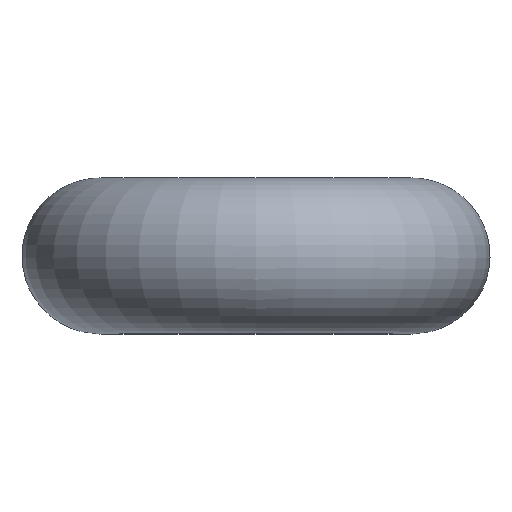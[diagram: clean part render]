
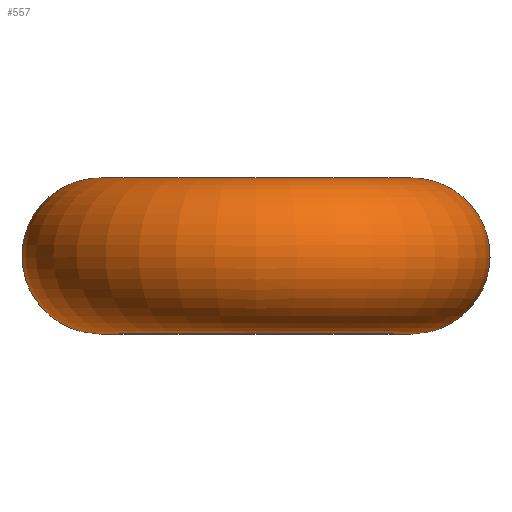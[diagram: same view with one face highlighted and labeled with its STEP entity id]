
A CAD part, top view. The second image highlights one B-rep face of the part: STEP entity #557.
In plain terms, the highlighted toroidal (fillet/blend) face has major radius 5 mm and minor radius 2.5 mm.
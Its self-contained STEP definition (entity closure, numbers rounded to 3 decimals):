
#433=CARTESIAN_POINT('',(4.255,0.466,-6.149));
#434=VERTEX_POINT('',#433);
#463=CARTESIAN_POINT('',(4.254,0.466,-6.15));
#464=CARTESIAN_POINT('',(4.378,0.488,-6.068));
#465=CARTESIAN_POINT('',(4.628,0.469,-5.88));
#466=CARTESIAN_POINT('',(4.91,0.254,-5.601));
#467=CARTESIAN_POINT('',(5.004,-0.094,-5.378));
#468=CARTESIAN_POINT('',(4.849,-0.582,-5.204));
#469=CARTESIAN_POINT('',(4.413,-0.952,-5.183));
#470=CARTESIAN_POINT('',(3.86,-1.144,-5.325));
#471=CARTESIAN_POINT('',(3.525,-1.139,-5.558));
#472=CARTESIAN_POINT('',(3.369,-1.036,-5.791));
#473=CARTESIAN_POINT('',(3.279,-0.888,-6.014));
#474=CARTESIAN_POINT('',(3.262,-0.548,-6.347));
#475=CARTESIAN_POINT('',(3.522,0.082,-6.55));
#476=CARTESIAN_POINT('',(4.006,0.423,-6.314));
#477=CARTESIAN_POINT('',(4.254,0.466,-6.15));
#478=B_SPLINE_CURVE_WITH_KNOTS('',3,(#463,#464,#465,#466,#467,#468,#469,#470,#471,#472,#473,#474,#475,#476,#477),.UNSPECIFIED.,.T.,.U.,(4,1,1,1,1,1,1,1,1,1,1,1,4),(0.0,0.021,0.041,0.062,0.083,0.124,0.145,0.166,0.176,0.187,0.207,0.249,0.29),.UNSPECIFIED.);
#479=EDGE_CURVE('',#434,#434,#478,.T.);
#504=CARTESIAN_POINT('',(0.,0.8,0.));
#505=DIRECTION('',(0.,-1.0,0.));
#506=DIRECTION('',(0.0,0.0,1.0));
#507=AXIS2_PLACEMENT_3D('',#504,#505,#506);
#508=TOROIDAL_SURFACE('',#507,5.0,2.5);
#509=CARTESIAN_POINT('',(0.,3.3,5.0));
#510=VERTEX_POINT('',#509);
#511=CARTESIAN_POINT('',(0.,3.3,0.));
#512=DIRECTION('',(0.0,-1.0,0.0));
#513=DIRECTION('',(0.0,0.0,-1.0));
#514=AXIS2_PLACEMENT_3D('',#511,#512,#513);
#515=CIRCLE('',#514,5.0);
#516=EDGE_CURVE('',#510,#510,#515,.T.);
#517=ORIENTED_EDGE('',*,*,#516,.T.);
#518=EDGE_LOOP('',(#517));
#519=FACE_OUTER_BOUND('',#518,.T.);
#520=CARTESIAN_POINT('',(0.,-1.7,5.0));
#521=VERTEX_POINT('',#520);
#522=CARTESIAN_POINT('',(0.,-1.7,0.));
#523=DIRECTION('',(0.0,1.0,0.0));
#524=DIRECTION('',(0.0,0.0,-1.0));
#525=AXIS2_PLACEMENT_3D('',#522,#523,#524);
#526=CIRCLE('',#525,5.0);
#527=EDGE_CURVE('',#521,#521,#526,.T.);
#528=ORIENTED_EDGE('',*,*,#527,.T.);
#529=EDGE_LOOP('',(#528));
#530=FACE_BOUND('',#529,.T.);
#531=CARTESIAN_POINT('',(-4.255,1.134,-6.149));
#532=VERTEX_POINT('',#531);
#533=CARTESIAN_POINT('',(-4.254,1.133,-6.15));
#534=CARTESIAN_POINT('',(-4.378,1.111,-6.068));
#535=CARTESIAN_POINT('',(-4.628,1.131,-5.88));
#536=CARTESIAN_POINT('',(-4.91,1.345,-5.6));
#537=CARTESIAN_POINT('',(-5.004,1.694,-5.378));
#538=CARTESIAN_POINT('',(-4.89,2.059,-5.246));
#539=CARTESIAN_POINT('',(-4.628,2.369,-5.195));
#540=CARTESIAN_POINT('',(-4.275,2.601,-5.217));
#541=CARTESIAN_POINT('',(-3.929,2.72,-5.31));
#542=CARTESIAN_POINT('',(-3.658,2.744,-5.463));
#543=CARTESIAN_POINT('',(-3.429,2.703,-5.672));
#544=CARTESIAN_POINT('',(-3.282,2.537,-5.968));
#545=CARTESIAN_POINT('',(-3.263,2.151,-6.347));
#546=CARTESIAN_POINT('',(-3.524,1.516,-6.548));
#547=CARTESIAN_POINT('',(-4.006,1.176,-6.314));
#548=CARTESIAN_POINT('',(-4.254,1.133,-6.15));
#549=B_SPLINE_CURVE_WITH_KNOTS('',3,(#533,#534,#535,#536,#537,#538,#539,#540,#541,#542,#543,#544,#545,#546,#547,#548),.UNSPECIFIED.,.T.,.U.,(4,1,1,1,1,1,1,1,1,1,1,1,1,4),(0.0,0.021,0.041,0.062,0.083,0.104,0.124,0.145,0.156,0.166,0.187,0.207,0.249,0.29),.UNSPECIFIED.);
#550=EDGE_CURVE('',#532,#532,#549,.T.);
#551=ORIENTED_EDGE('',*,*,#550,.F.);
#552=EDGE_LOOP('',(#551));
#553=FACE_BOUND('',#552,.T.);
#554=ORIENTED_EDGE('',*,*,#479,.F.);
#555=EDGE_LOOP('',(#554));
#556=FACE_BOUND('',#555,.T.);
#557=ADVANCED_FACE('',(#519,#530,#553,#556),#508,.T.);
